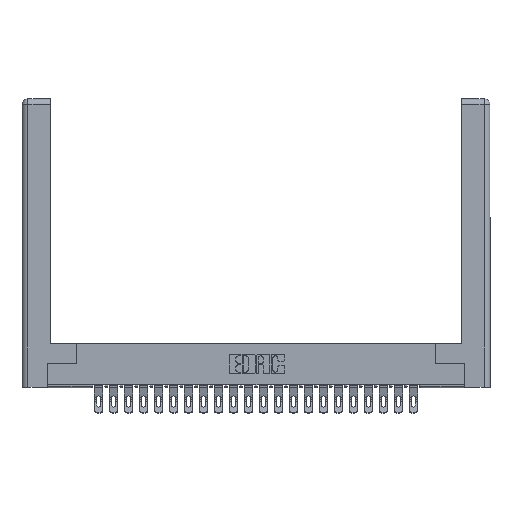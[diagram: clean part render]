
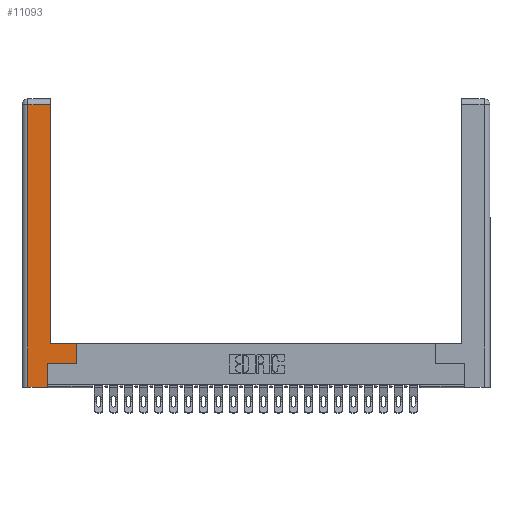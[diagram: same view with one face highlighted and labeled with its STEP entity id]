
A CAD part, top view. The second image highlights one B-rep face of the part: STEP entity #11093.
In plain terms, the highlighted planar face has unit normal (0, 0, 1).
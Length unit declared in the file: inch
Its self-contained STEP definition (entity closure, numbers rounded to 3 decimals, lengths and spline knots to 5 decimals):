
#42 = EDGE_LOOP ( 'NONE', ( #10176, #22365, #11433, #27708, #28220, #13774, #11717, #14826 ) ) ;
#1516 = VECTOR ( 'NONE', #13526, 39.37008 ) ;
#1766 = VERTEX_POINT ( 'NONE', #2399 ) ;
#1815 = LINE ( 'NONE', #6363, #5034 ) ;
#2399 = CARTESIAN_POINT ( 'NONE',  ( 0.565, 0.245, 0. ) ) ;
#2405 = DIRECTION ( 'NONE',  ( 1., 0., 0. ) ) ;
#4021 = VECTOR ( 'NONE', #7368, 39.37008 ) ;
#5034 = VECTOR ( 'NONE', #6554, 39.37008 ) ;
#5283 = VERTEX_POINT ( 'NONE', #28557 ) ;
#5435 = DIRECTION ( 'NONE',  ( -1., 0., 0. ) ) ;
#5846 = PLANE ( 'NONE',  #17784 ) ;
#6267 = EDGE_CURVE ( 'NONE', #1766, #12762, #21135, .T. ) ;
#6363 = CARTESIAN_POINT ( 'NONE',  ( 0.0615, 2.94, 0. ) ) ;
#6440 = EDGE_CURVE ( 'NONE', #12762, #7438, #7206, .T. ) ;
#6554 = DIRECTION ( 'NONE',  ( -1., 0., 0. ) ) ;
#7206 = LINE ( 'NONE', #10289, #23208 ) ;
#7368 = DIRECTION ( 'NONE',  ( 0., 1., 0. ) ) ;
#7438 = VERTEX_POINT ( 'NONE', #11999 ) ;
#8326 = CARTESIAN_POINT ( 'NONE',  ( 0.0615, 0., 0. ) ) ;
#8868 = VERTEX_POINT ( 'NONE', #14810 ) ;
#9719 = LINE ( 'NONE', #27172, #1516 ) ;
#10176 = ORIENTED_EDGE ( 'NONE', *, *, #28814, .T. ) ;
#10289 = CARTESIAN_POINT ( 'NONE',  ( 0.295, 0.45, 0. ) ) ;
#10491 = CARTESIAN_POINT ( 'NONE',  ( 0., 0., 0. ) ) ;
#10580 = CARTESIAN_POINT ( 'NONE',  ( 0.295, 2.94, 0. ) ) ;
#10611 = CARTESIAN_POINT ( 'NONE',  ( 0.295, 3., 0. ) ) ;
#11093 = ADVANCED_FACE ( 'NONE', ( #17496 ), #5846, .F. ) ;
#11393 = CARTESIAN_POINT ( 'NONE',  ( 0.265, 0.245, 0. ) ) ;
#11433 = ORIENTED_EDGE ( 'NONE', *, *, #15239, .T. ) ;
#11717 = ORIENTED_EDGE ( 'NONE', *, *, #6267, .T. ) ;
#11999 = CARTESIAN_POINT ( 'NONE',  ( 0.295, 0.45, 0. ) ) ;
#12029 = CARTESIAN_POINT ( 'NONE',  ( 0.565, 0.45, 0. ) ) ;
#12279 = EDGE_CURVE ( 'NONE', #27345, #27952, #28470, .T. ) ;
#12762 = VERTEX_POINT ( 'NONE', #17892 ) ;
#12901 = DIRECTION ( 'NONE',  ( 0., 0., -1. ) ) ;
#12995 = DIRECTION ( 'NONE',  ( 0., -1., 0. ) ) ;
#13526 = DIRECTION ( 'NONE',  ( 1., 0., 0. ) ) ;
#13774 = ORIENTED_EDGE ( 'NONE', *, *, #15472, .T. ) ;
#14810 = CARTESIAN_POINT ( 'NONE',  ( 0.0615, 2.94, 0. ) ) ;
#14826 = ORIENTED_EDGE ( 'NONE', *, *, #6440, .T. ) ;
#15111 = DIRECTION ( 'NONE',  ( 0., 1., 0. ) ) ;
#15239 = EDGE_CURVE ( 'NONE', #8868, #5283, #25427, .T. ) ;
#15472 = EDGE_CURVE ( 'NONE', #27952, #1766, #27902, .T. ) ;
#17009 = EDGE_CURVE ( 'NONE', #19709, #8868, #1815, .T. ) ;
#17496 = FACE_OUTER_BOUND ( 'NONE', #42, .T. ) ;
#17784 = AXIS2_PLACEMENT_3D ( 'NONE', #10491, #12901, #26152 ) ;
#17892 = CARTESIAN_POINT ( 'NONE',  ( 0.565, 0.45, 0. ) ) ;
#18575 = CARTESIAN_POINT ( 'NONE',  ( 0.265, 0., 0. ) ) ;
#19709 = VERTEX_POINT ( 'NONE', #10580 ) ;
#21135 = LINE ( 'NONE', #12029, #4021 ) ;
#22236 = VECTOR ( 'NONE', #15111, 39.37008 ) ;
#22365 = ORIENTED_EDGE ( 'NONE', *, *, #17009, .T. ) ;
#23208 = VECTOR ( 'NONE', #5435, 39.37008 ) ;
#23397 = CARTESIAN_POINT ( 'NONE',  ( 0.265, 0.245, 0. ) ) ;
#24833 = DIRECTION ( 'NONE',  ( 0., 1., 0. ) ) ;
#25427 = LINE ( 'NONE', #8326, #26119 ) ;
#26119 = VECTOR ( 'NONE', #12995, 39.37008 ) ;
#26152 = DIRECTION ( 'NONE',  ( -1., 0., 0. ) ) ;
#27064 = VECTOR ( 'NONE', #24833, 39.37008 ) ;
#27172 = CARTESIAN_POINT ( 'NONE',  ( 0.265, 0., 0. ) ) ;
#27345 = VERTEX_POINT ( 'NONE', #18575 ) ;
#27522 = CARTESIAN_POINT ( 'NONE',  ( 0.565, 0.245, 0. ) ) ;
#27708 = ORIENTED_EDGE ( 'NONE', *, *, #28999, .T. ) ;
#27902 = LINE ( 'NONE', #27522, #28605 ) ;
#27952 = VERTEX_POINT ( 'NONE', #23397 ) ;
#28220 = ORIENTED_EDGE ( 'NONE', *, *, #12279, .T. ) ;
#28295 = LINE ( 'NONE', #10611, #22236 ) ;
#28470 = LINE ( 'NONE', #11393, #27064 ) ;
#28557 = CARTESIAN_POINT ( 'NONE',  ( 0.0615, 0., 0. ) ) ;
#28605 = VECTOR ( 'NONE', #2405, 39.37008 ) ;
#28814 = EDGE_CURVE ( 'NONE', #7438, #19709, #28295, .T. ) ;
#28999 = EDGE_CURVE ( 'NONE', #5283, #27345, #9719, .T. ) ;
